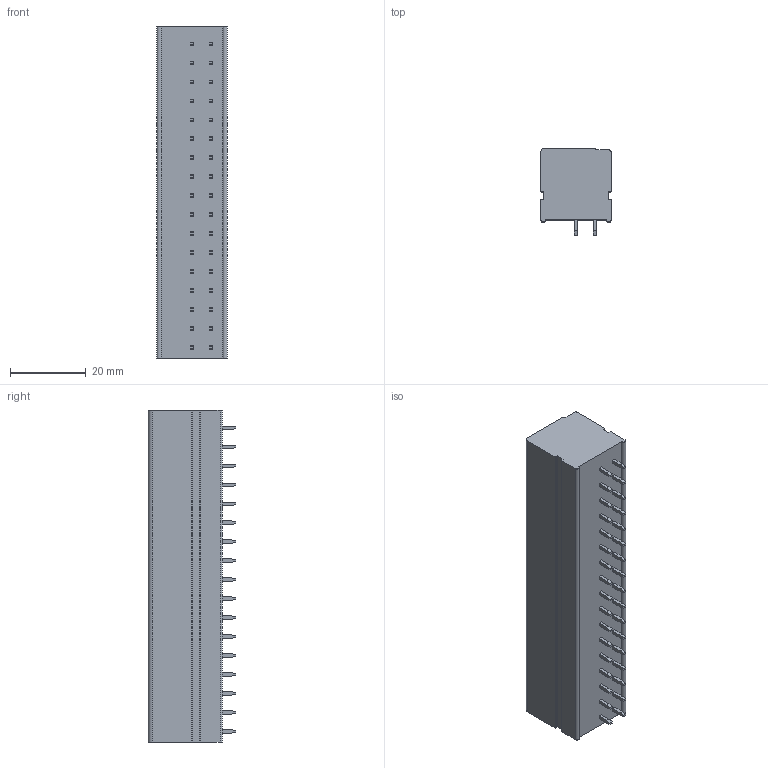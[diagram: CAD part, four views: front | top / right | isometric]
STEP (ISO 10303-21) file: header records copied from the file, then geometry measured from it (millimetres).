
FILE_DESCRIPTION((''),'2;1');
FILE_NAME('PRT0001','2024-12-31T',('sj'),(''),'PRO/ENGINEER BY PARAMETRIC TECHNOLOGY CORPORATION, 2013240','PRO/ENGINEER BY PARAMETRIC TECHNOLOGY CORPORATION, 2013240','');
FILE_SCHEMA(('AUTOMOTIVE_DESIGN_CC2 { 1 2 10303 214 -1 1 5 2 }'));
Length unit declared in the file: millimetre
Products named in the file (1): PRT0001
Bounding box: 18.5 x 23 x 87.5 mm (x, y, z)
Volume: 28165.8 mm3; surface area: 10149.3 mm2
Topology: 1 solids, 1 shells, 620 faces, 1565 edges, 1032 vertices
Faces by surface type: plane 577, cylinder 43
Entity records: 18331 total; most frequent: CARTESIAN_POINT 3217, ORIENTED_EDGE 3130, DIRECTION 2959, EDGE_CURVE 1565, VECTOR 1411, LINE 1411, VERTEX_POINT 1032, AXIS2_PLACEMENT_3D 774
